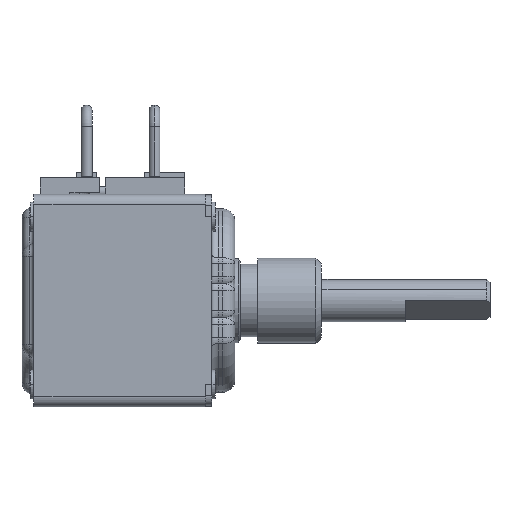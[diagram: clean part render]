
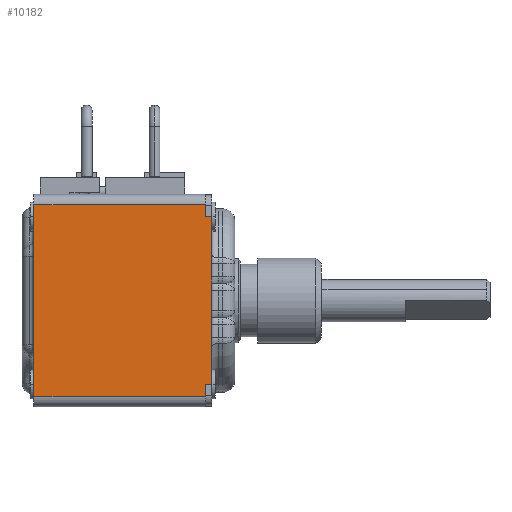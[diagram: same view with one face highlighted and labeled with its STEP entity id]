
A CAD part, left-side view. The second image highlights one B-rep face of the part: STEP entity #10182.
In plain terms, the highlighted planar face has unit normal (-1, 0, 0).
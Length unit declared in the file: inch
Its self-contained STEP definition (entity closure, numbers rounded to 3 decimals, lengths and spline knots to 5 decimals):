
#76=DIRECTION('',(0.,0.,1.));
#77=VECTOR('',#76,0.0355);
#78=CARTESIAN_POINT('',(-0.3125,-0.436,-0.2825));
#79=LINE('',#78,#77);
#84=DIRECTION('',(0.,0.,1.));
#85=VECTOR('',#84,0.0355);
#86=CARTESIAN_POINT('',(-0.3125,-0.436,0.247));
#87=LINE('',#86,#85);
#381=DIRECTION('',(0.,0.,1.));
#382=VECTOR('',#381,0.565);
#383=CARTESIAN_POINT('',(-0.3125,0.07,-0.2825));
#384=LINE('',#383,#382);
#2844=DIRECTION('',(0.,0.,-1.));
#2845=VECTOR('',#2844,0.494);
#2846=CARTESIAN_POINT('',(-0.3125,-0.454,0.247));
#2847=LINE('',#2846,#2845);
#3077=DIRECTION('',(0.,-1.,0.));
#3078=VECTOR('',#3077,0.506);
#3079=CARTESIAN_POINT('',(-0.3125,0.07,-0.2825));
#3080=LINE('',#3079,#3078);
#3081=DIRECTION('',(0.,1.,0.));
#3082=VECTOR('',#3081,0.018);
#3083=CARTESIAN_POINT('',(-0.3125,-0.454,-0.247));
#3084=LINE('',#3083,#3082);
#3085=DIRECTION('',(0.,1.,0.));
#3086=VECTOR('',#3085,0.018);
#3087=CARTESIAN_POINT('',(-0.3125,-0.454,0.247));
#3088=LINE('',#3087,#3086);
#3121=DIRECTION('',(0.,1.,0.));
#3122=VECTOR('',#3121,0.506);
#3123=CARTESIAN_POINT('',(-0.3125,-0.436,0.2825));
#3124=LINE('',#3123,#3122);
#4994=CARTESIAN_POINT('',(-0.3125,-0.436,-0.2825));
#4996=VERTEX_POINT('',#4994);
#4999=CARTESIAN_POINT('',(-0.3125,-0.436,0.2825));
#5001=VERTEX_POINT('',#4999);
#5472=CARTESIAN_POINT('',(-0.3125,0.07,-0.2825));
#5473=CARTESIAN_POINT('',(-0.3125,0.07,0.2825));
#5474=VERTEX_POINT('',#5472);
#5475=VERTEX_POINT('',#5473);
#5624=CARTESIAN_POINT('',(-0.3125,-0.454,-0.247));
#5626=VERTEX_POINT('',#5624);
#5658=CARTESIAN_POINT('',(-0.3125,-0.454,0.247));
#5659=VERTEX_POINT('',#5658);
#5834=CARTESIAN_POINT('',(-0.3125,-0.436,-0.247));
#5836=VERTEX_POINT('',#5834);
#5838=CARTESIAN_POINT('',(-0.3125,-0.436,0.247));
#5840=VERTEX_POINT('',#5838);
#10164=CARTESIAN_POINT('',(-0.3125,0.,-0.3125));
#10165=DIRECTION('',(-1.,0.,0.));
#10166=DIRECTION('',(0.,0.,1.));
#10167=AXIS2_PLACEMENT_3D('',#10164,#10165,#10166);
#10168=PLANE('',#10167);
#10169=ORIENTED_EDGE('',*,*,#6337,.F.);
#10171=ORIENTED_EDGE('',*,*,#10170,.F.);
#10172=ORIENTED_EDGE('',*,*,#9961,.T.);
#10174=ORIENTED_EDGE('',*,*,#10173,.T.);
#10175=ORIENTED_EDGE('',*,*,#6325,.F.);
#10176=ORIENTED_EDGE('',*,*,#10158,.F.);
#10177=ORIENTED_EDGE('',*,*,#6797,.T.);
#10179=ORIENTED_EDGE('',*,*,#10178,.F.);
#10180=EDGE_LOOP('',(#10169,#10171,#10172,#10174,#10175,#10176,#10177,#10179));
#10181=FACE_OUTER_BOUND('',#10180,.F.);
#10182=ADVANCED_FACE('',(#10181),#10168,.T.);
#6325=EDGE_CURVE('',#4996,#5836,#79,.T.);
#6337=EDGE_CURVE('',#5840,#5001,#87,.T.);
#6797=EDGE_CURVE('',#5474,#5475,#384,.T.);
#9961=EDGE_CURVE('',#5659,#5626,#2847,.T.);
#10158=EDGE_CURVE('',#5474,#4996,#3080,.T.);
#10170=EDGE_CURVE('',#5659,#5840,#3088,.T.);
#10173=EDGE_CURVE('',#5626,#5836,#3084,.T.);
#10178=EDGE_CURVE('',#5001,#5475,#3124,.T.);
